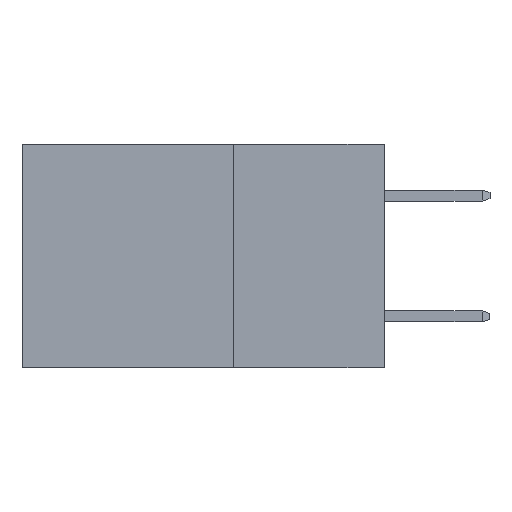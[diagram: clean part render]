
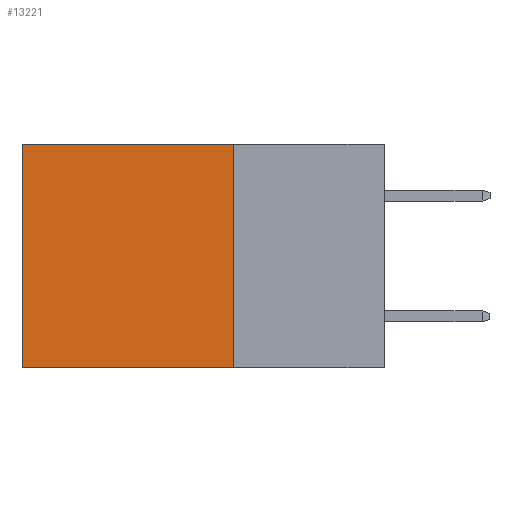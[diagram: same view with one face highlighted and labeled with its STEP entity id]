
A CAD part, left-side view. The second image highlights one B-rep face of the part: STEP entity #13221.
In plain terms, the highlighted planar face has unit normal (-1, 0, 0).
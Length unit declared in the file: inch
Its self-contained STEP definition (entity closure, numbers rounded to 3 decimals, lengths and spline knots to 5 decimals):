
#390 = DIRECTION ( 'NONE',  ( 0., 0., -1. ) ) ;
#494 = PLANE ( 'NONE',  #9398 ) ;
#784 = CARTESIAN_POINT ( 'NONE',  ( 0.298, 0.25, 0. ) ) ;
#799 = DIRECTION ( 'NONE',  ( 0., 1., 0. ) ) ;
#1104 = VERTEX_POINT ( 'NONE', #4067 ) ;
#1755 = EDGE_LOOP ( 'NONE', ( #8318, #9994, #7411, #4703 ) ) ;
#1941 = VECTOR ( 'NONE', #390, 39.37008 ) ;
#2759 = CARTESIAN_POINT ( 'NONE',  ( 0.298, 0.25, 0. ) ) ;
#3499 = VECTOR ( 'NONE', #5839, 39.37008 ) ;
#3601 = FACE_OUTER_BOUND ( 'NONE', #1755, .T. ) ;
#3879 = DIRECTION ( 'NONE',  ( 0., 0., -1. ) ) ;
#4067 = CARTESIAN_POINT ( 'NONE',  ( 0.298, 0.6, 0. ) ) ;
#4250 = EDGE_CURVE ( 'NONE', #4642, #1104, #5621, .T. ) ;
#4615 = DIRECTION ( 'NONE',  ( 0., 0., -1. ) ) ;
#4642 = VERTEX_POINT ( 'NONE', #5923 ) ;
#4703 = ORIENTED_EDGE ( 'NONE', *, *, #4250, .T. ) ;
#4744 = CARTESIAN_POINT ( 'NONE',  ( 0.298, 0.6, -0.37 ) ) ;
#4894 = CARTESIAN_POINT ( 'NONE',  ( 0.298, 0.25, 0. ) ) ;
#4951 = LINE ( 'NONE', #4894, #1941 ) ;
#5279 = VERTEX_POINT ( 'NONE', #9684 ) ;
#5621 = LINE ( 'NONE', #784, #10918 ) ;
#5839 = DIRECTION ( 'NONE',  ( 0., 1., 0. ) ) ;
#5923 = CARTESIAN_POINT ( 'NONE',  ( 0.298, 0.25, 0. ) ) ;
#6007 = VERTEX_POINT ( 'NONE', #4744 ) ;
#7411 = ORIENTED_EDGE ( 'NONE', *, *, #10423, .F. ) ;
#7925 = EDGE_CURVE ( 'NONE', #1104, #6007, #12907, .T. ) ;
#8318 = ORIENTED_EDGE ( 'NONE', *, *, #7925, .T. ) ;
#8987 = CARTESIAN_POINT ( 'NONE',  ( 0.298, 0.6, 0. ) ) ;
#9398 = AXIS2_PLACEMENT_3D ( 'NONE', #2759, #10381, #3879 ) ;
#9684 = CARTESIAN_POINT ( 'NONE',  ( 0.298, 0.25, -0.37 ) ) ;
#9687 = LINE ( 'NONE', #12093, #3499 ) ;
#9994 = ORIENTED_EDGE ( 'NONE', *, *, #10955, .F. ) ;
#10214 = VECTOR ( 'NONE', #4615, 39.37008 ) ;
#10381 = DIRECTION ( 'NONE',  ( 1., 0., 0. ) ) ;
#10423 = EDGE_CURVE ( 'NONE', #4642, #5279, #4951, .T. ) ;
#10918 = VECTOR ( 'NONE', #799, 39.37008 ) ;
#10955 = EDGE_CURVE ( 'NONE', #5279, #6007, #9687, .T. ) ;
#12093 = CARTESIAN_POINT ( 'NONE',  ( 0.298, 0.25, -0.37 ) ) ;
#12907 = LINE ( 'NONE', #8987, #10214 ) ;
#13221 = ADVANCED_FACE ( 'NONE', ( #3601 ), #494, .F. ) ;
